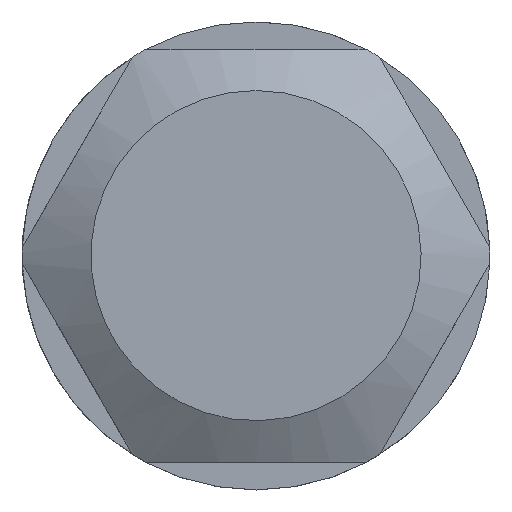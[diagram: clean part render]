
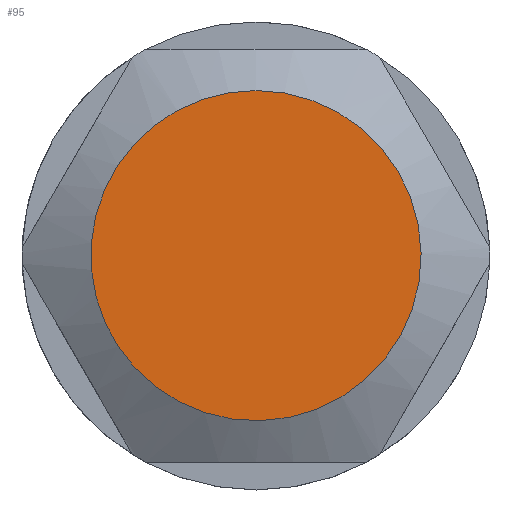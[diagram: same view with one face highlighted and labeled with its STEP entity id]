
A CAD part, top view. The second image highlights one B-rep face of the part: STEP entity #95.
In plain terms, the highlighted planar face has unit normal (0, 0, 1).
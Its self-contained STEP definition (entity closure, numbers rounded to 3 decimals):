
#41=PLANE('',#4421);
#63=FACE_OUTER_BOUND('',#200,.T.);
#95=ADVANCED_FACE('',(#63),#41,.T.);
#200=EDGE_LOOP('',(#302));
#302=ORIENTED_EDGE('',*,*,#489,.T.);
#433=VERTEX_POINT('',#5890);
#489=EDGE_CURVE('',#433,#433,#628,.T.);
#628=CIRCLE('',#4419,12.);
#4419=AXIS2_PLACEMENT_3D('',#5889,#5148,#5149);
#4421=AXIS2_PLACEMENT_3D('',#5928,#5152,#5153);
#5148=DIRECTION('',(0.,0.,1.));
#5149=DIRECTION('',(0.,1.,0.));
#5152=DIRECTION('',(0.,0.,1.));
#5153=DIRECTION('',(0.,1.,0.));
#5889=CARTESIAN_POINT('',(0.,0.,47.));
#5890=CARTESIAN_POINT('',(0.,12.,47.));
#5928=CARTESIAN_POINT('',(0.,0.,47.));
